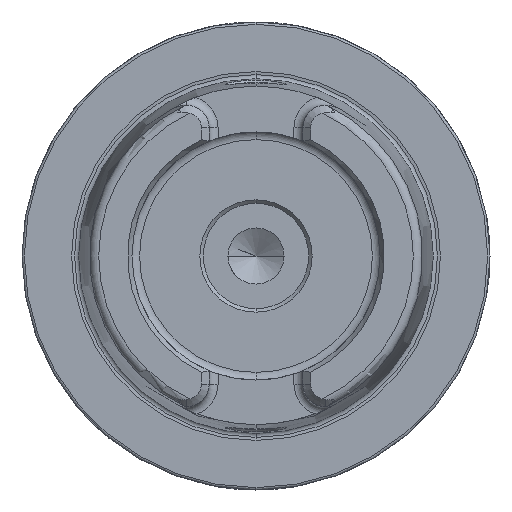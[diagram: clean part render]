
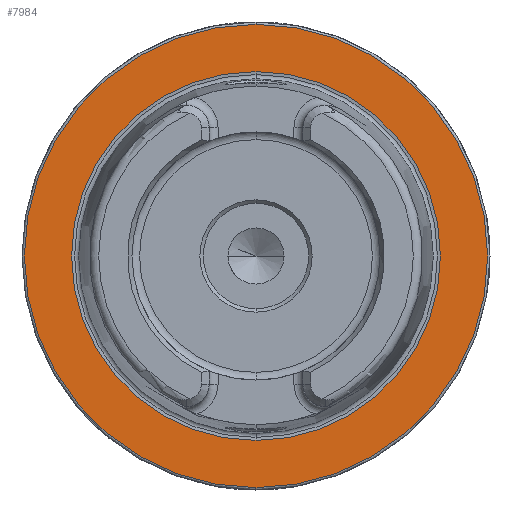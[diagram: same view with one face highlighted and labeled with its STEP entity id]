
A CAD part, left-side view. The second image highlights one B-rep face of the part: STEP entity #7984.
In plain terms, the highlighted planar face has unit normal (-1, 0, 0).
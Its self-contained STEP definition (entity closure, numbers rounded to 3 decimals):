
#155 = VERTEX_POINT ( 'NONE', #16657 ) ;
#678 = DIRECTION ( 'NONE',  ( -1., 0., 0. ) ) ;
#1078 = DIRECTION ( 'NONE',  ( -1., 0., 0. ) ) ;
#1676 = VERTEX_POINT ( 'NONE', #4925 ) ;
#2592 = DIRECTION ( 'NONE',  ( 0., 0., 1. ) ) ;
#2599 = ORIENTED_EDGE ( 'NONE', *, *, #19210, .F. ) ;
#3364 = DIRECTION ( 'NONE',  ( 0., 0., -1. ) ) ;
#4397 = CARTESIAN_POINT ( 'NONE',  ( 0., 0., 0. ) ) ;
#4925 = CARTESIAN_POINT ( 'NONE',  ( 0., 0., -49.5 ) ) ;
#5190 = DIRECTION ( 'NONE',  ( 0., 0., 1. ) ) ;
#6189 = FACE_BOUND ( 'NONE', #23466, .T. ) ;
#6299 = CARTESIAN_POINT ( 'NONE',  ( 0., 0., 0. ) ) ;
#6451 = ORIENTED_EDGE ( 'NONE', *, *, #12972, .F. ) ;
#6630 = VERTEX_POINT ( 'NONE', #32908 ) ;
#7984 = ADVANCED_FACE ( 'NONE', ( #6189, #18503 ), #12444, .F. ) ;
#8458 = ORIENTED_EDGE ( 'NONE', *, *, #12046, .T. ) ;
#10682 = CARTESIAN_POINT ( 'NONE',  ( 0., 0., 49.5 ) ) ;
#12046 = EDGE_CURVE ( 'NONE', #13201, #1676, #32021, .T. ) ;
#12444 = PLANE ( 'NONE',  #26435 ) ;
#12453 = AXIS2_PLACEMENT_3D ( 'NONE', #19673, #1078, #38188 ) ;
#12972 = EDGE_CURVE ( 'NONE', #155, #6630, #18535, .T. ) ;
#13201 = VERTEX_POINT ( 'NONE', #10682 ) ;
#14376 = EDGE_CURVE ( 'NONE', #1676, #13201, #27055, .T. ) ;
#15479 = DIRECTION ( 'NONE',  ( 1., 0., 0. ) ) ;
#16657 = CARTESIAN_POINT ( 'NONE',  ( 0., 0., 39.405 ) ) ;
#16705 = DIRECTION ( 'NONE',  ( -1., 0., 0. ) ) ;
#17172 = AXIS2_PLACEMENT_3D ( 'NONE', #36103, #26906, #2592 ) ;
#18503 = FACE_OUTER_BOUND ( 'NONE', #34738, .T. ) ;
#18535 = CIRCLE ( 'NONE', #23131, 39.405 ) ;
#19210 = EDGE_CURVE ( 'NONE', #6630, #155, #27919, .T. ) ;
#19673 = CARTESIAN_POINT ( 'NONE',  ( 0., 0., 0. ) ) ;
#19947 = AXIS2_PLACEMENT_3D ( 'NONE', #4397, #16705, #5190 ) ;
#22178 = CARTESIAN_POINT ( 'NONE',  ( 0., 49.5, 0. ) ) ;
#23131 = AXIS2_PLACEMENT_3D ( 'NONE', #6299, #678, #27763 ) ;
#23466 = EDGE_LOOP ( 'NONE', ( #6451, #2599 ) ) ;
#26435 = AXIS2_PLACEMENT_3D ( 'NONE', #22178, #15479, #3364 ) ;
#26906 = DIRECTION ( 'NONE',  ( -1., 0., 0. ) ) ;
#27055 = CIRCLE ( 'NONE', #19947, 49.5 ) ;
#27763 = DIRECTION ( 'NONE',  ( 0., 0., 1. ) ) ;
#27919 = CIRCLE ( 'NONE', #12453, 39.405 ) ;
#29616 = ORIENTED_EDGE ( 'NONE', *, *, #14376, .T. ) ;
#32021 = CIRCLE ( 'NONE', #17172, 49.5 ) ;
#32908 = CARTESIAN_POINT ( 'NONE',  ( 0., 0., -39.405 ) ) ;
#34738 = EDGE_LOOP ( 'NONE', ( #8458, #29616 ) ) ;
#36103 = CARTESIAN_POINT ( 'NONE',  ( 0., 0., 0. ) ) ;
#38188 = DIRECTION ( 'NONE',  ( 0., 0., 1. ) ) ;
